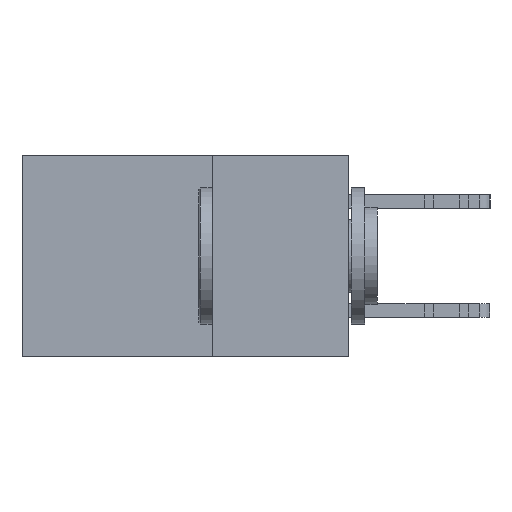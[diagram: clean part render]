
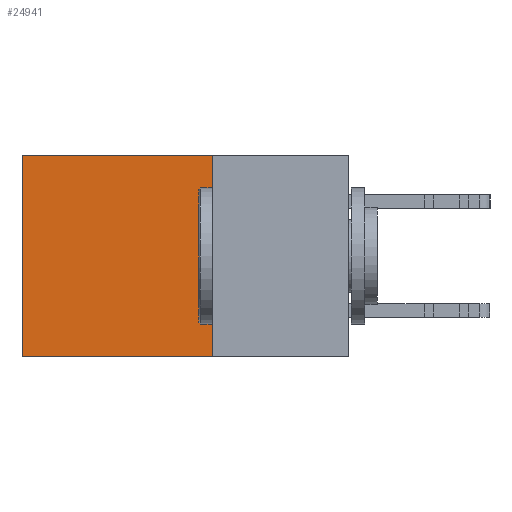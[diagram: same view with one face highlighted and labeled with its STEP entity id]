
A CAD part, left-side view. The second image highlights one B-rep face of the part: STEP entity #24941.
In plain terms, the highlighted planar face has unit normal (-1, 0, 0).
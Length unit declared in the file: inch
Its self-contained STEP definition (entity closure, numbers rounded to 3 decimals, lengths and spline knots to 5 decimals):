
#1204 = EDGE_CURVE ( 'NONE', #12577, #14075, #18017, .T. ) ;
#1253 = CARTESIAN_POINT ( 'NONE',  ( 0.2615, 0.25, 0. ) ) ;
#1387 = VECTOR ( 'NONE', #25554, 39.37008 ) ;
#1664 = ORIENTED_EDGE ( 'NONE', *, *, #1204, .T. ) ;
#1810 = CARTESIAN_POINT ( 'NONE',  ( 0.2615, 0.6, -0.37 ) ) ;
#2342 = AXIS2_PLACEMENT_3D ( 'NONE', #9976, #18617, #26718 ) ;
#2408 = DIRECTION ( 'NONE',  ( 0., 0., -1. ) ) ;
#2770 = EDGE_CURVE ( 'NONE', #7490, #9004, #8547, .T. ) ;
#3784 = VECTOR ( 'NONE', #26210, 39.37008 ) ;
#4543 = EDGE_CURVE ( 'NONE', #14075, #9004, #21130, .T. ) ;
#4698 = ORIENTED_EDGE ( 'NONE', *, *, #2770, .F. ) ;
#5476 = LINE ( 'NONE', #15919, #3784 ) ;
#6918 = EDGE_CURVE ( 'NONE', #12577, #7490, #5476, .T. ) ;
#7490 = VERTEX_POINT ( 'NONE', #9156 ) ;
#7598 = DIRECTION ( 'NONE',  ( 0., 1., 0. ) ) ;
#7795 = VECTOR ( 'NONE', #7598, 39.37008 ) ;
#8439 = VECTOR ( 'NONE', #2408, 39.37008 ) ;
#8491 = ORIENTED_EDGE ( 'NONE', *, *, #6918, .F. ) ;
#8547 = LINE ( 'NONE', #13216, #1387 ) ;
#9004 = VERTEX_POINT ( 'NONE', #1810 ) ;
#9156 = CARTESIAN_POINT ( 'NONE',  ( 0.2615, 0.25, -0.37 ) ) ;
#9976 = CARTESIAN_POINT ( 'NONE',  ( 0.2615, 0.25, -0.37 ) ) ;
#12577 = VERTEX_POINT ( 'NONE', #18651 ) ;
#13216 = CARTESIAN_POINT ( 'NONE',  ( 0.2615, 0.25, -0.37 ) ) ;
#14075 = VERTEX_POINT ( 'NONE', #17714 ) ;
#14365 = PLANE ( 'NONE',  #2342 ) ;
#15249 = EDGE_LOOP ( 'NONE', ( #21350, #4698, #8491, #1664 ) ) ;
#15919 = CARTESIAN_POINT ( 'NONE',  ( 0.2615, 0.25, -0.37 ) ) ;
#16550 = FACE_OUTER_BOUND ( 'NONE', #15249, .T. ) ;
#17714 = CARTESIAN_POINT ( 'NONE',  ( 0.2615, 0.6, 0. ) ) ;
#18017 = LINE ( 'NONE', #1253, #7795 ) ;
#18617 = DIRECTION ( 'NONE',  ( 1., 0., 0. ) ) ;
#18651 = CARTESIAN_POINT ( 'NONE',  ( 0.2615, 0.25, 0. ) ) ;
#18789 = CARTESIAN_POINT ( 'NONE',  ( 0.2615, 0.6, -0.37 ) ) ;
#21130 = LINE ( 'NONE', #18789, #8439 ) ;
#21350 = ORIENTED_EDGE ( 'NONE', *, *, #4543, .T. ) ;
#24941 = ADVANCED_FACE ( 'NONE', ( #16550 ), #14365, .F. ) ;
#25554 = DIRECTION ( 'NONE',  ( 0., 1., 0. ) ) ;
#26210 = DIRECTION ( 'NONE',  ( 0., 0., -1. ) ) ;
#26718 = DIRECTION ( 'NONE',  ( 0., 0., -1. ) ) ;
